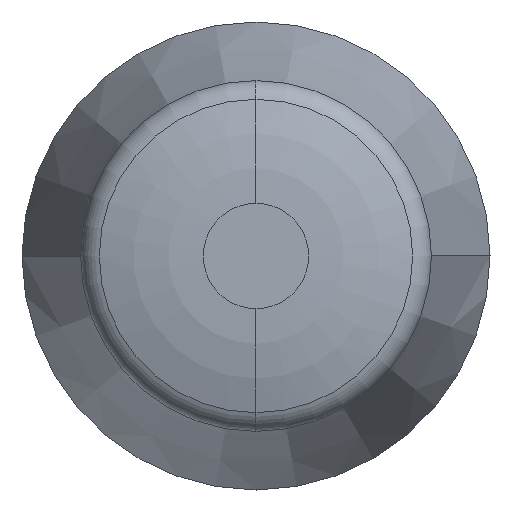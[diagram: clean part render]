
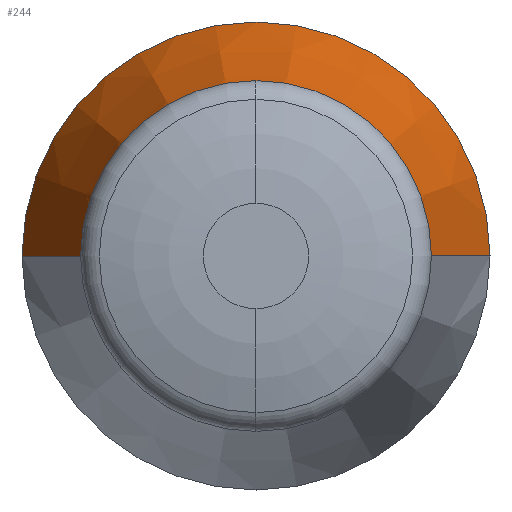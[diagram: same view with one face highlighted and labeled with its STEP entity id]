
A CAD part, front view. The second image highlights one B-rep face of the part: STEP entity #244.
In plain terms, the highlighted conical face has half-angle 15 degrees and reference radius 2.095 mm.
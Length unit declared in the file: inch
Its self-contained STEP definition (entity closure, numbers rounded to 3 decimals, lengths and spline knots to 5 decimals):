
#31 = CIRCLE ( 'NONE', #341, 0.125 ) ;
#86 = CIRCLE ( 'NONE', #191, 0.0825 ) ;
#87 = DIRECTION ( 'NONE',  ( 0.259, 0.966, 0. ) ) ;
#92 = DIRECTION ( 'NONE',  ( 0., 1., 0. ) ) ;
#100 = VECTOR ( 'NONE', #87, 39.37008 ) ;
#104 = EDGE_CURVE ( 'NONE', #152, #236, #175, .T. ) ;
#110 = DIRECTION ( 'NONE',  ( -1., 0., 0. ) ) ;
#111 = CONICAL_SURFACE ( 'NONE', #266, 0.0825, 0.262 ) ;
#152 = VERTEX_POINT ( 'NONE', #417 ) ;
#155 = DIRECTION ( 'NONE',  ( -1., 0., 0. ) ) ;
#160 = ORIENTED_EDGE ( 'NONE', *, *, #104, .T. ) ;
#175 = LINE ( 'NONE', #318, #100 ) ;
#191 = AXIS2_PLACEMENT_3D ( 'NONE', #431, #572, #155 ) ;
#199 = EDGE_CURVE ( 'NONE', #249, #236, #31, .T. ) ;
#218 = CARTESIAN_POINT ( 'NONE',  ( -0.0825, 0.96639, 0. ) ) ;
#236 = VERTEX_POINT ( 'NONE', #494 ) ;
#244 = ADVANCED_FACE ( 'NONE', ( #403 ), #111, .T. ) ;
#249 = VERTEX_POINT ( 'NONE', #435 ) ;
#260 = ORIENTED_EDGE ( 'NONE', *, *, #199, .F. ) ;
#266 = AXIS2_PLACEMENT_3D ( 'NONE', #440, #92, #308 ) ;
#270 = DIRECTION ( 'NONE',  ( -0.259, 0.966, 0. ) ) ;
#307 = EDGE_CURVE ( 'NONE', #527, #249, #483, .T. ) ;
#308 = DIRECTION ( 'NONE',  ( -1., 0., 0. ) ) ;
#313 = VECTOR ( 'NONE', #270, 39.37008 ) ;
#318 = CARTESIAN_POINT ( 'NONE',  ( 0.0825, 0.96639, 0. ) ) ;
#337 = CARTESIAN_POINT ( 'NONE',  ( 0., 1.125, 0. ) ) ;
#341 = AXIS2_PLACEMENT_3D ( 'NONE', #337, #516, #110 ) ;
#346 = EDGE_LOOP ( 'NONE', ( #348, #160, #260, #534 ) ) ;
#348 = ORIENTED_EDGE ( 'NONE', *, *, #492, .T. ) ;
#403 = FACE_OUTER_BOUND ( 'NONE', #346, .T. ) ;
#417 = CARTESIAN_POINT ( 'NONE',  ( 0.0825, 0.96639, 0. ) ) ;
#431 = CARTESIAN_POINT ( 'NONE',  ( 0., 0.96639, 0. ) ) ;
#435 = CARTESIAN_POINT ( 'NONE',  ( -0.125, 1.125, 0. ) ) ;
#440 = CARTESIAN_POINT ( 'NONE',  ( 0., 0.96639, 0. ) ) ;
#483 = LINE ( 'NONE', #218, #313 ) ;
#492 = EDGE_CURVE ( 'NONE', #527, #152, #86, .T. ) ;
#494 = CARTESIAN_POINT ( 'NONE',  ( 0.125, 1.125, 0. ) ) ;
#516 = DIRECTION ( 'NONE',  ( 0., 1., 0. ) ) ;
#527 = VERTEX_POINT ( 'NONE', #528 ) ;
#528 = CARTESIAN_POINT ( 'NONE',  ( -0.0825, 0.96639, 0. ) ) ;
#534 = ORIENTED_EDGE ( 'NONE', *, *, #307, .F. ) ;
#572 = DIRECTION ( 'NONE',  ( 0., 1., 0. ) ) ;
